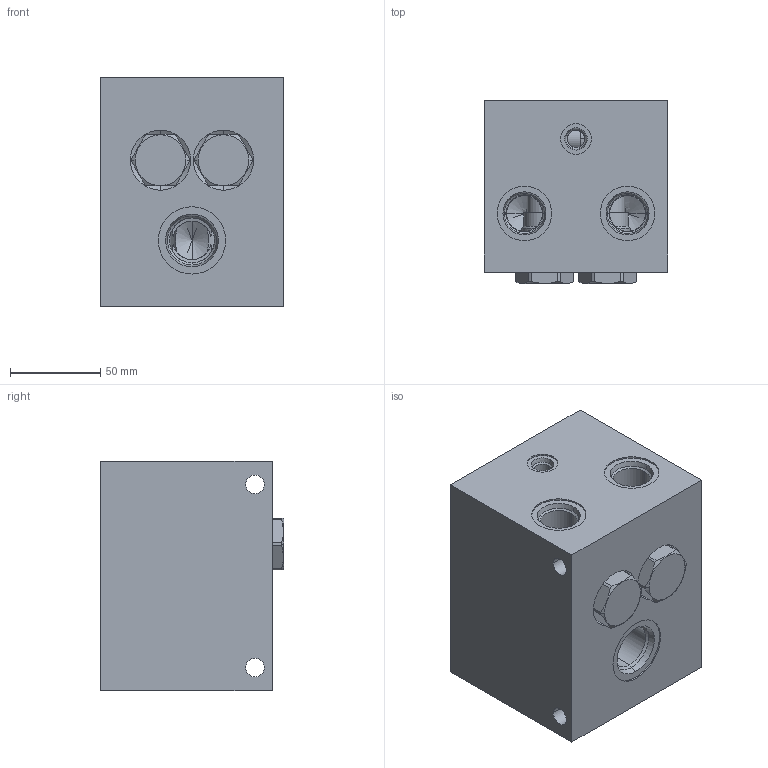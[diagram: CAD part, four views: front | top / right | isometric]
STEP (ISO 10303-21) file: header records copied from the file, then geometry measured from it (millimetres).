
FILE_DESCRIPTION((''),'2;1');
FILE_NAME('3BK_ASM','2020-04-23T',('ProEService'),(''),'PRO/ENGINEER BY PARAMETRIC TECHNOLOGY CORPORATION, 2014200','PRO/ENGINEER BY PARAMETRIC TECHNOLOGY CORPORATION, 2014200','');
FILE_SCHEMA(('CONFIG_CONTROL_DESIGN'));
Length unit declared in the file: inch
Products named in the file (4): 153-440-003; CSADXXN; CXFAXCN; 3BK_ASM
Assembly tree (4 placements, depth 2):
  3BK_ASM
    153-440-003
    CSADXXN
    CXFAXCN  x2
Bounding box: 101.6 x 101.6 x 127 mm (x, y, z)
Volume: 1021365.4 mm3; surface area: 139988 mm2
Topology: 11 solids, 11 shells, 544 faces, 1615 edges, 1272 vertices
Faces by surface type: cylinder 224, cone 147, plane 83, torus 60, revolution 28, sphere 2
Entity records: 18266 total; most frequent: CARTESIAN_POINT 5929, DIRECTION 2696, ORIENTED_EDGE 2024, EDGE_CURVE 1012, AXIS2_PLACEMENT_3D 977, VECTOR 722, LINE 722, VERTEX_POINT 605
